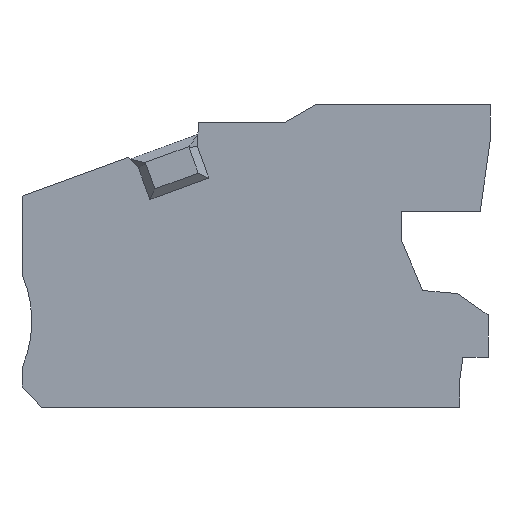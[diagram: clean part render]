
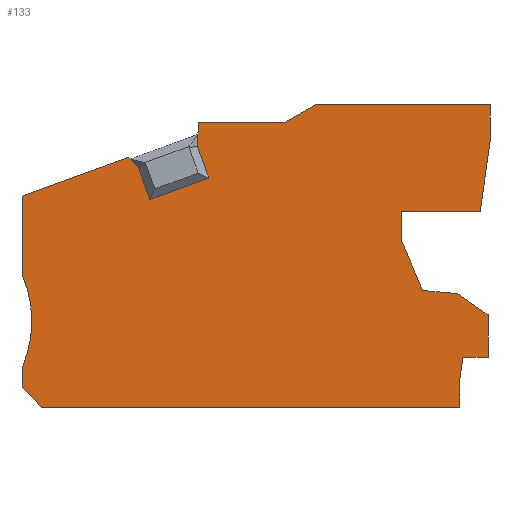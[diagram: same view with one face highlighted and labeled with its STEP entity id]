
A CAD part, left-side view. The second image highlights one B-rep face of the part: STEP entity #133.
In plain terms, the highlighted planar face has unit normal (-1, 0, 0).
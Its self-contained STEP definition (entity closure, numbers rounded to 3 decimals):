
#133=ADVANCED_FACE('',(#275),#276,.T.);
#275=FACE_OUTER_BOUND('',#438,.T.);
#276=PLANE('',#439);
#438=EDGE_LOOP('',(#631,#632,#633,#634,#635,#636,#637,#638,#639,#640,#641,#642,#643,#644,#645,#646,#647,#648,#649,#650,#651,#652,#653,#654,#655,#656));
#439=AXIS2_PLACEMENT_3D('',#657,#658,#659);
#631=ORIENTED_EDGE('',*,*,#1076,.F.);
#632=ORIENTED_EDGE('',*,*,#1077,.T.);
#633=ORIENTED_EDGE('',*,*,#1078,.T.);
#634=ORIENTED_EDGE('',*,*,#1039,.T.);
#635=ORIENTED_EDGE('',*,*,#1074,.T.);
#636=ORIENTED_EDGE('',*,*,#1079,.T.);
#637=ORIENTED_EDGE('',*,*,#1080,.T.);
#638=ORIENTED_EDGE('',*,*,#1081,.T.);
#639=ORIENTED_EDGE('',*,*,#1082,.T.);
#640=ORIENTED_EDGE('',*,*,#1083,.T.);
#641=ORIENTED_EDGE('',*,*,#1084,.T.);
#642=ORIENTED_EDGE('',*,*,#1085,.T.);
#643=ORIENTED_EDGE('',*,*,#1086,.T.);
#644=ORIENTED_EDGE('',*,*,#1087,.T.);
#645=ORIENTED_EDGE('',*,*,#1088,.T.);
#646=ORIENTED_EDGE('',*,*,#1089,.T.);
#647=ORIENTED_EDGE('',*,*,#1090,.T.);
#648=ORIENTED_EDGE('',*,*,#1091,.T.);
#649=ORIENTED_EDGE('',*,*,#1092,.T.);
#650=ORIENTED_EDGE('',*,*,#1093,.T.);
#651=ORIENTED_EDGE('',*,*,#1094,.T.);
#652=ORIENTED_EDGE('',*,*,#1095,.T.);
#653=ORIENTED_EDGE('',*,*,#1096,.T.);
#654=ORIENTED_EDGE('',*,*,#1070,.F.);
#655=ORIENTED_EDGE('',*,*,#1097,.F.);
#656=ORIENTED_EDGE('',*,*,#1098,.F.);
#657=CARTESIAN_POINT('',(0.,30.829,0.35));
#658=DIRECTION('',(-1.0,0.,0.));
#659=DIRECTION('',(0.,0.,-1.0));
#1039=EDGE_CURVE('',#1223,#1220,#1224,.T.);
#1070=EDGE_CURVE('',#1279,#1281,#1282,.T.);
#1074=EDGE_CURVE('',#1220,#1285,#1287,.T.);
#1076=EDGE_CURVE('',#1289,#1290,#1291,.T.);
#1077=EDGE_CURVE('',#1289,#1292,#1293,.T.);
#1078=EDGE_CURVE('',#1292,#1223,#1294,.T.);
#1079=EDGE_CURVE('',#1285,#1295,#1296,.T.);
#1080=EDGE_CURVE('',#1295,#1297,#1298,.T.);
#1081=EDGE_CURVE('',#1297,#1299,#1300,.T.);
#1082=EDGE_CURVE('',#1299,#1301,#1302,.T.);
#1083=EDGE_CURVE('',#1301,#1303,#1304,.T.);
#1084=EDGE_CURVE('',#1303,#1305,#1306,.T.);
#1085=EDGE_CURVE('',#1305,#1307,#1308,.T.);
#1086=EDGE_CURVE('',#1307,#1309,#1310,.T.);
#1087=EDGE_CURVE('',#1309,#1311,#1312,.T.);
#1088=EDGE_CURVE('',#1311,#1313,#1314,.T.);
#1089=EDGE_CURVE('',#1313,#1315,#1316,.T.);
#1090=EDGE_CURVE('',#1315,#1317,#1318,.T.);
#1091=EDGE_CURVE('',#1317,#1319,#1320,.T.);
#1092=EDGE_CURVE('',#1319,#1321,#1322,.T.);
#1093=EDGE_CURVE('',#1321,#1323,#1324,.T.);
#1094=EDGE_CURVE('',#1323,#1325,#1326,.T.);
#1095=EDGE_CURVE('',#1325,#1327,#1328,.T.);
#1096=EDGE_CURVE('',#1327,#1281,#1329,.T.);
#1097=EDGE_CURVE('',#1330,#1279,#1331,.T.);
#1098=EDGE_CURVE('',#1290,#1330,#1332,.T.);
#1220=VERTEX_POINT('',#1488);
#1223=VERTEX_POINT('',#1492);
#1224=CIRCLE('',#1493,15.0);
#1279=VERTEX_POINT('',#1573);
#1281=VERTEX_POINT('',#1576);
#1282=LINE('',#1577,#1578);
#1285=VERTEX_POINT('',#1582);
#1287=CIRCLE('',#1585,15.0);
#1289=VERTEX_POINT('',#1587);
#1290=VERTEX_POINT('',#1588);
#1291=LINE('',#1589,#1590);
#1292=VERTEX_POINT('',#1591);
#1293=LINE('',#1592,#1593);
#1294=LINE('',#1594,#1595);
#1295=VERTEX_POINT('',#1596);
#1296=LINE('',#1597,#1598);
#1297=VERTEX_POINT('',#1599);
#1298=LINE('',#1600,#1601);
#1299=VERTEX_POINT('',#1602);
#1300=LINE('',#1603,#1604);
#1301=VERTEX_POINT('',#1605);
#1302=LINE('',#1606,#1607);
#1303=VERTEX_POINT('',#1608);
#1304=LINE('',#1609,#1610);
#1305=VERTEX_POINT('',#1611);
#1306=LINE('',#1612,#1613);
#1307=VERTEX_POINT('',#1614);
#1308=LINE('',#1615,#1616);
#1309=VERTEX_POINT('',#1617);
#1310=LINE('',#1618,#1619);
#1311=VERTEX_POINT('',#1620);
#1312=LINE('',#1621,#1622);
#1313=VERTEX_POINT('',#1623);
#1314=LINE('',#1624,#1625);
#1315=VERTEX_POINT('',#1626);
#1316=LINE('',#1627,#1628);
#1317=VERTEX_POINT('',#1629);
#1318=LINE('',#1630,#1631);
#1319=VERTEX_POINT('',#1632);
#1320=LINE('',#1633,#1634);
#1321=VERTEX_POINT('',#1635);
#1322=LINE('',#1636,#1637);
#1323=VERTEX_POINT('',#1638);
#1324=LINE('',#1639,#1640);
#1325=VERTEX_POINT('',#1641);
#1326=LINE('',#1642,#1643);
#1327=VERTEX_POINT('',#1644);
#1328=LINE('',#1645,#1646);
#1329=LINE('',#1647,#1648);
#1330=VERTEX_POINT('',#1649);
#1331=LINE('',#1650,#1651);
#1332=LINE('',#1652,#1653);
#1488=CARTESIAN_POINT('',(0.,58.448,11.));
#1492=CARTESIAN_POINT('',(0.,59.7,17.));
#1493=AXIS2_PLACEMENT_3D('',#1883,#1884,#1885);
#1573=CARTESIAN_POINT('',(0.,35.864,29.244));
#1576=CARTESIAN_POINT('',(0.,37.337,33.29));
#1577=CARTESIAN_POINT('',(0.,25.209,-0.032));
#1578=VECTOR('',#1918,1.0);
#1582=CARTESIAN_POINT('',(0.,59.7,5.));
#1585=AXIS2_PLACEMENT_3D('',#1921,#1922,#1923);
#1587=CARTESIAN_POINT('',(0.,46.108,31.9));
#1588=CARTESIAN_POINT('',(0.,44.853,30.55));
#1589=CARTESIAN_POINT('',(0.,16.423,-0.032));
#1590=VECTOR('',#1924,1.0);
#1591=CARTESIAN_POINT('',(0.,59.7,26.953));
#1592=CARTESIAN_POINT('',(0.,-4.649,50.374));
#1593=VECTOR('',#1925,1.0);
#1594=CARTESIAN_POINT('',(0.,59.7,-0.032));
#1595=VECTOR('',#1926,1.0);
#1596=CARTESIAN_POINT('',(0.,59.7,2.712));
#1597=CARTESIAN_POINT('',(0.,59.7,-0.032));
#1598=VECTOR('',#1927,1.0);
#1599=CARTESIAN_POINT('',(0.,57.181,0.));
#1600=CARTESIAN_POINT('',(0.,57.151,-0.032));
#1601=VECTOR('',#1928,1.0);
#1602=CARTESIAN_POINT('',(0.,3.85,0.));
#1603=CARTESIAN_POINT('',(0.,-4.649,0.));
#1604=VECTOR('',#1929,1.0);
#1605=CARTESIAN_POINT('',(0.,3.85,3.554));
#1606=CARTESIAN_POINT('',(0.,3.85,-0.032));
#1607=VECTOR('',#1930,1.0);
#1608=CARTESIAN_POINT('',(0.,3.45,6.4));
#1609=CARTESIAN_POINT('',(0.,4.354,-0.032));
#1610=VECTOR('',#1931,1.0);
#1611=CARTESIAN_POINT('',(0.,0.25,6.4));
#1612=CARTESIAN_POINT('',(0.,-4.649,6.4));
#1613=VECTOR('',#1932,1.0);
#1614=CARTESIAN_POINT('',(0.,0.25,11.791));
#1615=CARTESIAN_POINT('',(0.,0.25,-0.032));
#1616=VECTOR('',#1933,1.0);
#1617=CARTESIAN_POINT('',(0.,4.133,14.51));
#1618=CARTESIAN_POINT('',(0.,-4.649,8.361));
#1619=VECTOR('',#1934,1.0);
#1620=CARTESIAN_POINT('',(0.,8.589,14.9));
#1621=CARTESIAN_POINT('',(0.,-4.649,13.742));
#1622=VECTOR('',#1935,1.0);
#1623=CARTESIAN_POINT('',(0.,11.35,21.405));
#1624=CARTESIAN_POINT('',(0.,2.25,-0.032));
#1625=VECTOR('',#1936,1.0);
#1626=CARTESIAN_POINT('',(0.,11.35,25.));
#1627=CARTESIAN_POINT('',(0.,11.35,-0.032));
#1628=VECTOR('',#1937,1.0);
#1629=CARTESIAN_POINT('',(0.,1.249,25.));
#1630=CARTESIAN_POINT('',(0.,-4.649,25.));
#1631=VECTOR('',#1938,1.0);
#1632=CARTESIAN_POINT('',(0.,0.,33.889));
#1633=CARTESIAN_POINT('',(0.,4.767,-0.032));
#1634=VECTOR('',#1939,1.0);
#1635=CARTESIAN_POINT('',(0.,0.,38.6));
#1636=CARTESIAN_POINT('',(0.,0.,-0.032));
#1637=VECTOR('',#1940,1.0);
#1638=CARTESIAN_POINT('',(0.,22.203,38.6));
#1639=CARTESIAN_POINT('',(0.,-4.649,38.6));
#1640=VECTOR('',#1941,1.0);
#1641=CARTESIAN_POINT('',(0.,26.187,36.3));
#1642=CARTESIAN_POINT('',(0.,-4.649,54.103));
#1643=VECTOR('',#1942,1.0);
#1644=CARTESIAN_POINT('',(0.,37.184,36.3));
#1645=CARTESIAN_POINT('',(0.,-4.649,36.3));
#1646=VECTOR('',#1943,1.0);
#1647=CARTESIAN_POINT('',(0.,39.032,-0.032));
#1648=VECTOR('',#1944,1.0);
#1649=CARTESIAN_POINT('',(0.,43.382,26.507));
#1650=CARTESIAN_POINT('',(0.,-4.649,43.989));
#1651=VECTOR('',#1945,1.0);
#1652=CARTESIAN_POINT('',(0.,33.722,-0.032));
#1653=VECTOR('',#1946,1.0);
#1883=CARTESIAN_POINT('',(0.,73.448,11.));
#1884=DIRECTION('',(1.0,0.,0.));
#1885=DIRECTION('',(0.,1.0,0.));
#1918=DIRECTION('',(0.,0.342,0.94));
#1921=CARTESIAN_POINT('',(0.,73.448,11.));
#1922=DIRECTION('',(1.0,0.,0.));
#1923=DIRECTION('',(0.,1.0,0.));
#1924=DIRECTION('',(0.,-0.681,-0.732));
#1925=DIRECTION('',(0.,0.94,-0.342));
#1926=DIRECTION('',(0.,0.,-1.0));
#1927=DIRECTION('',(0.,0.,-1.0));
#1928=DIRECTION('',(0.,-0.681,-0.733));
#1929=DIRECTION('',(0.,-1.0,0.));
#1930=DIRECTION('',(0.,0.,1.0));
#1931=DIRECTION('',(0.,-0.139,0.99));
#1932=DIRECTION('',(0.,-1.0,0.));
#1933=DIRECTION('',(0.,0.,1.0));
#1934=DIRECTION('',(0.,0.819,0.574));
#1935=DIRECTION('',(0.,0.996,0.087));
#1936=DIRECTION('',(0.,0.391,0.921));
#1937=DIRECTION('',(0.,0.,1.0));
#1938=DIRECTION('',(0.,-1.0,0.));
#1939=DIRECTION('',(0.,-0.139,0.99));
#1940=DIRECTION('',(0.,0.,1.0));
#1941=DIRECTION('',(0.,1.0,0.));
#1942=DIRECTION('',(0.,0.866,-0.5));
#1943=DIRECTION('',(0.,1.0,0.));
#1944=DIRECTION('',(0.,0.051,-0.999));
#1945=DIRECTION('',(0.,-0.94,0.342));
#1946=DIRECTION('',(0.,-0.342,-0.94));
